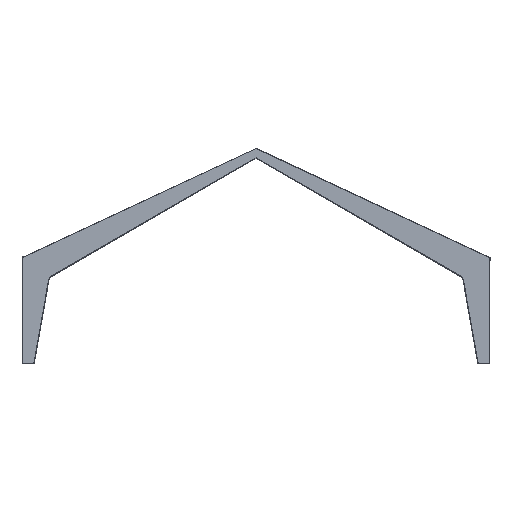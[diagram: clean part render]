
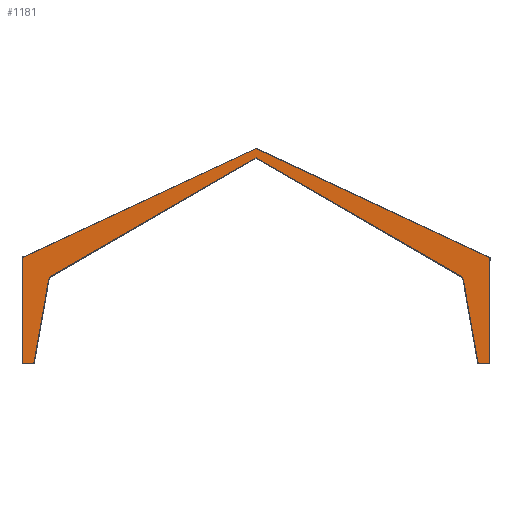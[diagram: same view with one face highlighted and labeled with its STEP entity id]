
A CAD part, top view. The second image highlights one B-rep face of the part: STEP entity #1181.
In plain terms, the highlighted planar face has unit normal (0, 0, 1).
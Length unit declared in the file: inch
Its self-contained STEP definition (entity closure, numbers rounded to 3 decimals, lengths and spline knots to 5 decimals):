
#48 = CARTESIAN_POINT ( 'NONE',  ( 20., 0., 0.375 ) ) ;
#49 = CARTESIAN_POINT ( 'NONE',  ( 748.72896, 140.49464, 0.375 ) ) ;
#51 = CARTESIAN_POINT ( 'NONE',  ( 0.375, 0., 0.375 ) ) ;
#52 = CARTESIAN_POINT ( 'NONE',  ( 0.375, 179.7611, 0.375 ) ) ;
#54 = CARTESIAN_POINT ( 'NONE',  ( 396.56058, 364.50547, 0.375 ) ) ;
#59 = CARTESIAN_POINT ( 'NONE',  ( 792.74617, 179.7611, 0.375 ) ) ;
#63 = CARTESIAN_POINT ( 'NONE',  ( 50.39171, 149.06281, 0.375 ) ) ;
#69 = CARTESIAN_POINT ( 'NONE',  ( 742.72946, 149.06281, 0.375 ) ) ;
#70 = CARTESIAN_POINT ( 'NONE',  ( 44.39221, 140.49464, 0.375 ) ) ;
#71 = CARTESIAN_POINT ( 'NONE',  ( 773.49047, 0.06512, 0.375 ) ) ;
#72 = CARTESIAN_POINT ( 'NONE',  ( 396.56058, 348.9235, 0.375 ) ) ;
#77 = CARTESIAN_POINT ( 'NONE',  ( 19.6307, 0.06512, 0.375 ) ) ;
#98 = CARTESIAN_POINT ( 'NONE',  ( 773.12117, 0., 0.375 ) ) ;
#99 = CARTESIAN_POINT ( 'NONE',  ( 792.74617, 0., 0.375 ) ) ;
#225 = LINE ( 'NONE', #227, #1202 ) ;
#227 = CARTESIAN_POINT ( 'NONE',  ( 56.57921, 0., 0.375 ) ) ;
#228 = DIRECTION ( 'NONE',  ( 1., 0., 0. ) ) ;
#285 = LINE ( 'NONE', #300, #1289 ) ;
#297 = CARTESIAN_POINT ( 'NONE',  ( 232.75739, 443.49532, 0.375 ) ) ;
#300 = CARTESIAN_POINT ( 'NONE',  ( 101.84411, -118.36426, 0.375 ) ) ;
#301 = DIRECTION ( 'NONE',  ( 0.985, 0.174, 0. ) ) ;
#302 = LINE ( 'NONE', #303, #1293 ) ;
#303 = CARTESIAN_POINT ( 'NONE',  ( 728.22557, 256.77512, 0.375 ) ) ;
#304 = DIRECTION ( 'NONE',  ( 0.174, -0.985, 0. ) ) ;
#305 = CARTESIAN_POINT ( 'NONE',  ( 44.39221, 140.49464, 0.375 ) ) ;
#306 = LINE ( 'NONE', #297, #1292 ) ;
#307 = CARTESIAN_POINT ( 'NONE',  ( 736.54196, 138.34574, 0.375 ) ) ;
#308 = DIRECTION ( 'NONE',  ( 0., 0., 1. ) ) ;
#309 = DIRECTION ( 'NONE',  ( 1., 0., 0. ) ) ;
#310 = DIRECTION ( 'NONE',  ( 0.866, -0.5, 0. ) ) ;
#311 = LINE ( 'NONE', #312, #1297 ) ;
#312 = CARTESIAN_POINT ( 'NONE',  ( 50.39171, 149.06281, 0.375 ) ) ;
#313 = DIRECTION ( 'NONE',  ( 0.866, 0.5, 0. ) ) ;
#316 = LINE ( 'NONE', #305, #1295 ) ;
#317 = CARTESIAN_POINT ( 'NONE',  ( 56.57921, 138.34574, 0.375 ) ) ;
#318 = DIRECTION ( 'NONE',  ( 0., 0., 1. ) ) ;
#319 = DIRECTION ( 'NONE',  ( 1., 0., 0. ) ) ;
#320 = DIRECTION ( 'NONE',  ( 0.174, 0.985, 0. ) ) ;
#321 = LINE ( 'NONE', #322, #1279 ) ;
#322 = CARTESIAN_POINT ( 'NONE',  ( 31.81769, -2.08378, 0.375 ) ) ;
#323 = DIRECTION ( 'NONE',  ( 0.985, -0.174, 0. ) ) ;
#325 = LINE ( 'NONE', #334, #1276 ) ;
#329 = LINE ( 'NONE', #343, #1275 ) ;
#334 = CARTESIAN_POINT ( 'NONE',  ( 792.74617, 180., 0.375 ) ) ;
#335 = DIRECTION ( 'NONE',  ( 0., 1., 0. ) ) ;
#336 = LINE ( 'NONE', #337, #1274 ) ;
#337 = CARTESIAN_POINT ( 'NONE',  ( 0.375, 0., 0.375 ) ) ;
#338 = DIRECTION ( 'NONE',  ( 0., -1., 0. ) ) ;
#343 = CARTESIAN_POINT ( 'NONE',  ( 396.4021, 364.57937, 0.375 ) ) ;
#344 = DIRECTION ( 'NONE',  ( -0.906, 0.423, 0. ) ) ;
#346 = LINE ( 'NONE', #382, #1263 ) ;
#351 = LINE ( 'NONE', #352, #1269 ) ;
#352 = CARTESIAN_POINT ( 'NONE',  ( 0.15848, 179.66013, 0.375 ) ) ;
#353 = DIRECTION ( 'NONE',  ( -0.906, -0.423, 0. ) ) ;
#382 = CARTESIAN_POINT ( 'NONE',  ( 56.57921, 0., 0.375 ) ) ;
#383 = DIRECTION ( 'NONE',  ( 1., 0., 0. ) ) ;
#568 = VERTEX_POINT ( 'NONE', #48 ) ;
#571 = VERTEX_POINT ( 'NONE', #49 ) ;
#576 = VERTEX_POINT ( 'NONE', #54 ) ;
#578 = VERTEX_POINT ( 'NONE', #51 ) ;
#593 = VERTEX_POINT ( 'NONE', #52 ) ;
#599 = VERTEX_POINT ( 'NONE', #59 ) ;
#613 = VERTEX_POINT ( 'NONE', #63 ) ;
#632 = VERTEX_POINT ( 'NONE', #71 ) ;
#637 = VERTEX_POINT ( 'NONE', #69 ) ;
#638 = VERTEX_POINT ( 'NONE', #70 ) ;
#642 = VERTEX_POINT ( 'NONE', #72 ) ;
#646 = VERTEX_POINT ( 'NONE', #77 ) ;
#654 = EDGE_LOOP ( 'NONE', ( #752, #754, #660, #744, #740, #750, #663, #736, #746, #657, #743, #753, #671, #672 ) ) ;
#657 = ORIENTED_EDGE ( 'NONE', *, *, #1095, .T. ) ;
#660 = ORIENTED_EDGE ( 'NONE', *, *, #1089, .F. ) ;
#663 = ORIENTED_EDGE ( 'NONE', *, *, #1085, .T. ) ;
#671 = ORIENTED_EDGE ( 'NONE', *, *, #1096, .T. ) ;
#672 = ORIENTED_EDGE ( 'NONE', *, *, #1111, .T. ) ;
#736 = ORIENTED_EDGE ( 'NONE', *, *, #1084, .F. ) ;
#740 = ORIENTED_EDGE ( 'NONE', *, *, #1087, .T. ) ;
#743 = ORIENTED_EDGE ( 'NONE', *, *, #1098, .T. ) ;
#744 = ORIENTED_EDGE ( 'NONE', *, *, #1088, .T. ) ;
#746 = ORIENTED_EDGE ( 'NONE', *, *, #1059, .T. ) ;
#750 = ORIENTED_EDGE ( 'NONE', *, *, #1086, .F. ) ;
#752 = ORIENTED_EDGE ( 'NONE', *, *, #1091, .F. ) ;
#753 = ORIENTED_EDGE ( 'NONE', *, *, #1101, .T. ) ;
#754 = ORIENTED_EDGE ( 'NONE', *, *, #1090, .T. ) ;
#788 = VERTEX_POINT ( 'NONE', #98 ) ;
#789 = VERTEX_POINT ( 'NONE', #99 ) ;
#964 = CARTESIAN_POINT ( 'NONE',  ( 56.57921, 138.34574, 0.375 ) ) ;
#972 = FACE_OUTER_BOUND ( 'NONE', #654, .T. ) ;
#973 = PLANE ( 'NONE',  #1348 ) ;
#974 = DIRECTION ( 'NONE',  ( 0., 0., 1. ) ) ;
#975 = DIRECTION ( 'NONE',  ( 1., 0., 0. ) ) ;
#1059 = EDGE_CURVE ( 'NONE', #788, #789, #225, .T. ) ;
#1084 = EDGE_CURVE ( 'NONE', #788, #632, #285, .T. ) ;
#1085 = EDGE_CURVE ( 'NONE', #571, #632, #302, .T. ) ;
#1086 = EDGE_CURVE ( 'NONE', #571, #637, #1294, .T. ) ;
#1087 = EDGE_CURVE ( 'NONE', #642, #637, #306, .T. ) ;
#1088 = EDGE_CURVE ( 'NONE', #613, #642, #311, .T. ) ;
#1089 = EDGE_CURVE ( 'NONE', #613, #638, #1298, .T. ) ;
#1090 = EDGE_CURVE ( 'NONE', #646, #638, #316, .T. ) ;
#1091 = EDGE_CURVE ( 'NONE', #646, #568, #321, .T. ) ;
#1095 = EDGE_CURVE ( 'NONE', #789, #599, #325, .T. ) ;
#1096 = EDGE_CURVE ( 'NONE', #593, #578, #336, .T. ) ;
#1098 = EDGE_CURVE ( 'NONE', #599, #576, #329, .T. ) ;
#1101 = EDGE_CURVE ( 'NONE', #576, #593, #351, .T. ) ;
#1111 = EDGE_CURVE ( 'NONE', #578, #568, #346, .T. ) ;
#1181 = ADVANCED_FACE ( 'NONE', ( #972 ), #973, .T. ) ;
#1202 = VECTOR ( 'NONE', #228, 39.37008 ) ;
#1263 = VECTOR ( 'NONE', #383, 39.37008 ) ;
#1269 = VECTOR ( 'NONE', #353, 39.37008 ) ;
#1274 = VECTOR ( 'NONE', #338, 39.37008 ) ;
#1275 = VECTOR ( 'NONE', #344, 39.37008 ) ;
#1276 = VECTOR ( 'NONE', #335, 39.37008 ) ;
#1279 = VECTOR ( 'NONE', #323, 39.37008 ) ;
#1281 = AXIS2_PLACEMENT_3D ( 'NONE', #317, #318, #319 ) ;
#1289 = VECTOR ( 'NONE', #301, 39.37008 ) ;
#1292 = VECTOR ( 'NONE', #310, 39.37008 ) ;
#1293 = VECTOR ( 'NONE', #304, 39.37008 ) ;
#1294 = CIRCLE ( 'NONE', #1296, 12.375 ) ;
#1295 = VECTOR ( 'NONE', #320, 39.37008 ) ;
#1296 = AXIS2_PLACEMENT_3D ( 'NONE', #307, #308, #309 ) ;
#1297 = VECTOR ( 'NONE', #313, 39.37008 ) ;
#1298 = CIRCLE ( 'NONE', #1281, 12.375 ) ;
#1348 = AXIS2_PLACEMENT_3D ( 'NONE', #964, #974, #975 ) ;
